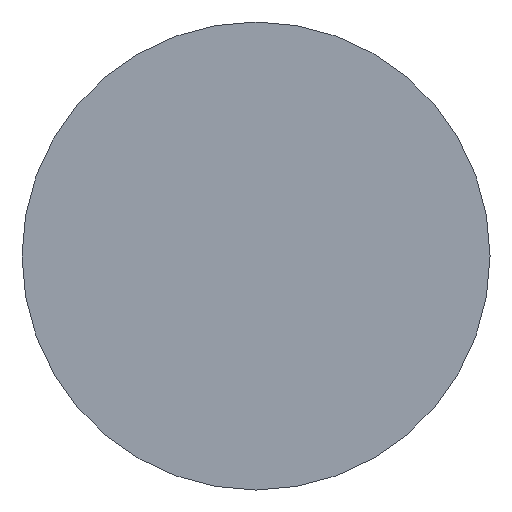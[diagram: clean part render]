
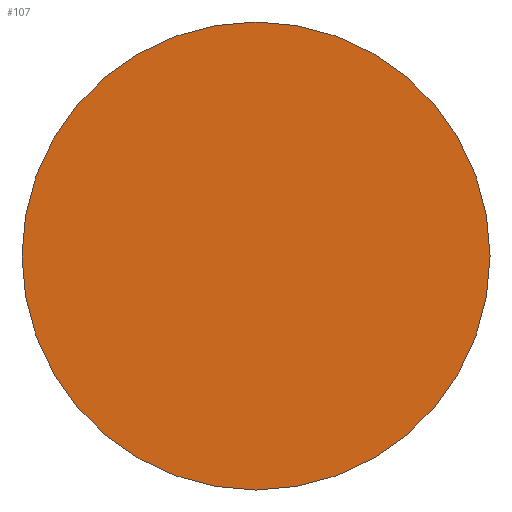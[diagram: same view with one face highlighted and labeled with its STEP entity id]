
A CAD part, left-side view. The second image highlights one B-rep face of the part: STEP entity #107.
In plain terms, the highlighted planar face has unit normal (-1, 0, 0).
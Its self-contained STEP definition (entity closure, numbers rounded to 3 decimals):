
#27=PLANE('',#137);
#34=FACE_OUTER_BOUND('',#42,.T.);
#42=EDGE_LOOP('',(#97));
#56=CIRCLE('',#134,11.5);
#63=VERTEX_POINT('',#197);
#73=EDGE_CURVE('',#63,#63,#56,.T.);
#97=ORIENTED_EDGE('',*,*,#73,.T.);
#107=ADVANCED_FACE('',(#34),#27,.F.);
#134=AXIS2_PLACEMENT_3D('',#198,#166,#167);
#137=AXIS2_PLACEMENT_3D('',#203,#173,#174);
#166=DIRECTION('center_axis',(-1.,0.,0.));
#167=DIRECTION('ref_axis',(0.,0.,-1.));
#173=DIRECTION('center_axis',(1.,0.,0.));
#174=DIRECTION('ref_axis',(0.,0.,-1.));
#197=CARTESIAN_POINT('',(-3.,0.,11.5));
#198=CARTESIAN_POINT('Origin',(-3.,0.,0.));
#203=CARTESIAN_POINT('Origin',(-3.,0.,0.));
